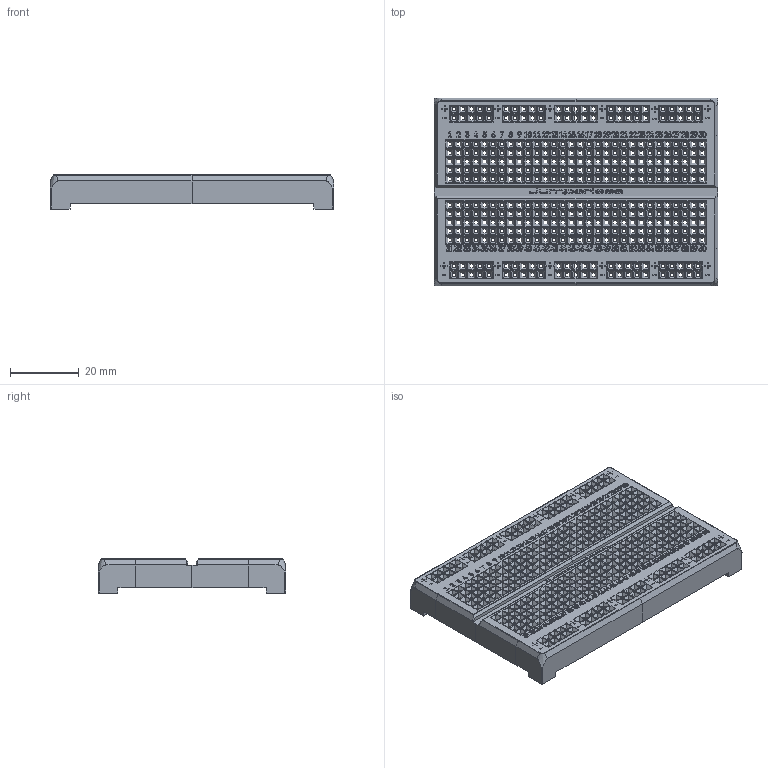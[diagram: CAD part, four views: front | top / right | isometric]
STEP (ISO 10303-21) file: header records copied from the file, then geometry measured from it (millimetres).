
FILE_DESCRIPTION(/* description */ (''),/* implementation_level */ '2;1');
FILE_NAME(/* name */ 'Breadboard v13.step',/* time_stamp */ '2023-05-11T10:57:02-07:00',/* author */ (''),/* organization */ (''),/* preprocessor_version */ 'ST-DEVELOPER v19.2',/* originating_system */ 'Autodesk Translation Framework v12.4.0.73',/* authorisation */ '');
FILE_SCHEMA (('AUTOMOTIVE_DESIGN { 1 0 10303 214 3 1 1 }'));
Products named in the file (1): Breadboard
Bounding box: 82.55 x 54.61 x 9.98 mm (x, y, z)
Volume: 19447.8 mm3; surface area: 30578.8 mm2
Topology: 1 solids, 1 shells, 8101 faces, 20489 edges, 12512 vertices
Faces by surface type: plane 5575, cylinder 1634, bspline 892
Entity records: 241283 total; most frequent: CARTESIAN_POINT 53368, ORIENTED_EDGE 40978, DIRECTION 34883, EDGE_CURVE 20489, LINE 17043, VECTOR 17043, VERTEX_POINT 12512, EDGE_LOOP 9050
